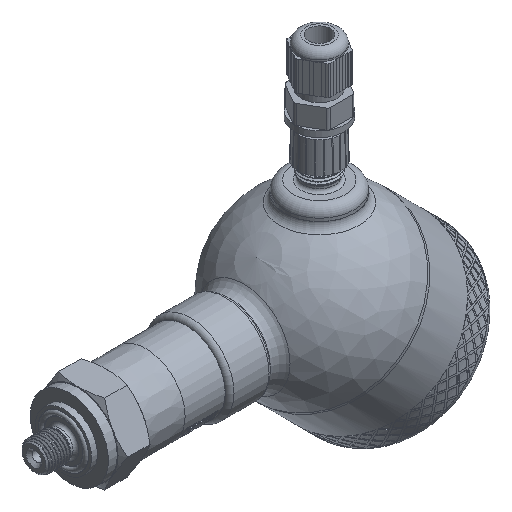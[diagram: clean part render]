
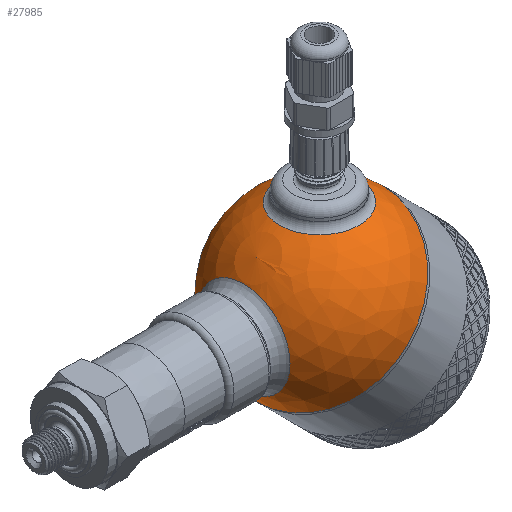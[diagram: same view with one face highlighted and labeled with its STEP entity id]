
A CAD part, isometric view. The second image highlights one B-rep face of the part: STEP entity #27985.
In plain terms, the highlighted spherical face has radius 30 mm.
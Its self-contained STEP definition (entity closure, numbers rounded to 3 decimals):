
#65=SPHERICAL_SURFACE('',#29679,30.);
#1117=FACE_BOUND('',#3935,.T.);
#1118=FACE_BOUND('',#3936,.T.);
#2155=FACE_OUTER_BOUND('',#3934,.T.);
#3934=EDGE_LOOP('',(#20358,#20359,#20360,#20361));
#3935=EDGE_LOOP('',(#20362));
#3936=EDGE_LOOP('',(#20363));
#5599=CIRCLE('',#29602,30.);
#5600=CIRCLE('',#29603,30.);
#5627=CIRCLE('',#29675,13.5);
#5630=CIRCLE('',#29680,30.);
#5631=CIRCLE('',#29681,15.643);
#11140=VERTEX_POINT('',#36817);
#11141=VERTEX_POINT('',#36819);
#11668=VERTEX_POINT('',#43583);
#11670=VERTEX_POINT('',#43590);
#11671=VERTEX_POINT('',#43592);
#14141=EDGE_CURVE('',#11140,#11141,#5599,.T.);
#14142=EDGE_CURVE('',#11141,#11140,#5600,.T.);
#14935=EDGE_CURVE('',#11668,#11668,#5627,.T.);
#14938=EDGE_CURVE('',#11141,#11670,#5630,.T.);
#14939=EDGE_CURVE('',#11671,#11671,#5631,.T.);
#20358=ORIENTED_EDGE('',*,*,#14142,.F.);
#20359=ORIENTED_EDGE('',*,*,#14938,.T.);
#20360=ORIENTED_EDGE('',*,*,#14938,.F.);
#20361=ORIENTED_EDGE('',*,*,#14141,.F.);
#20362=ORIENTED_EDGE('',*,*,#14939,.F.);
#20363=ORIENTED_EDGE('',*,*,#14935,.F.);
#27985=ADVANCED_FACE('',(#2155,#1117,#1118),#65,.T.);
#29602=AXIS2_PLACEMENT_3D('',#36820,#31175,#31176);
#29603=AXIS2_PLACEMENT_3D('',#36821,#31177,#31178);
#29675=AXIS2_PLACEMENT_3D('',#43584,#31599,#31600);
#29679=AXIS2_PLACEMENT_3D('',#43589,#31607,#31608);
#29680=AXIS2_PLACEMENT_3D('',#43591,#31609,#31610);
#29681=AXIS2_PLACEMENT_3D('',#43593,#31611,#31612);
#31175=DIRECTION('center_axis',(1.,0.,0.));
#31176=DIRECTION('ref_axis',(0.,1.,0.));
#31177=DIRECTION('center_axis',(1.,0.,0.));
#31178=DIRECTION('ref_axis',(0.,1.,0.));
#31599=DIRECTION('center_axis',(-0.707,0.,-0.707));
#31600=DIRECTION('ref_axis',(-0.707,0.,0.707));
#31607=DIRECTION('center_axis',(1.,0.,0.));
#31608=DIRECTION('ref_axis',(0.,-1.,0.));
#31609=DIRECTION('center_axis',(0.,0.,1.));
#31610=DIRECTION('ref_axis',(0.,1.,0.));
#31611=DIRECTION('center_axis',(-0.707,0.,0.707));
#31612=DIRECTION('ref_axis',(0.707,0.,0.707));
#36817=CARTESIAN_POINT('',(0.,-30.,0.));
#36819=CARTESIAN_POINT('',(0.,30.,0.));
#36820=CARTESIAN_POINT('Origin',(0.,0.,0.));
#36821=CARTESIAN_POINT('Origin',(0.,0.,0.));
#43583=CARTESIAN_POINT('',(-9.398,0.,-28.49));
#43584=CARTESIAN_POINT('Origin',(-18.944,0.,-18.944));
#43589=CARTESIAN_POINT('Origin',(0.,0.,0.));
#43590=CARTESIAN_POINT('',(-30.,0.,0.));
#43591=CARTESIAN_POINT('Origin',(0.,0.,0.));
#43592=CARTESIAN_POINT('',(-29.162,0.,7.04));
#43593=CARTESIAN_POINT('Origin',(-18.101,0.,18.101));
